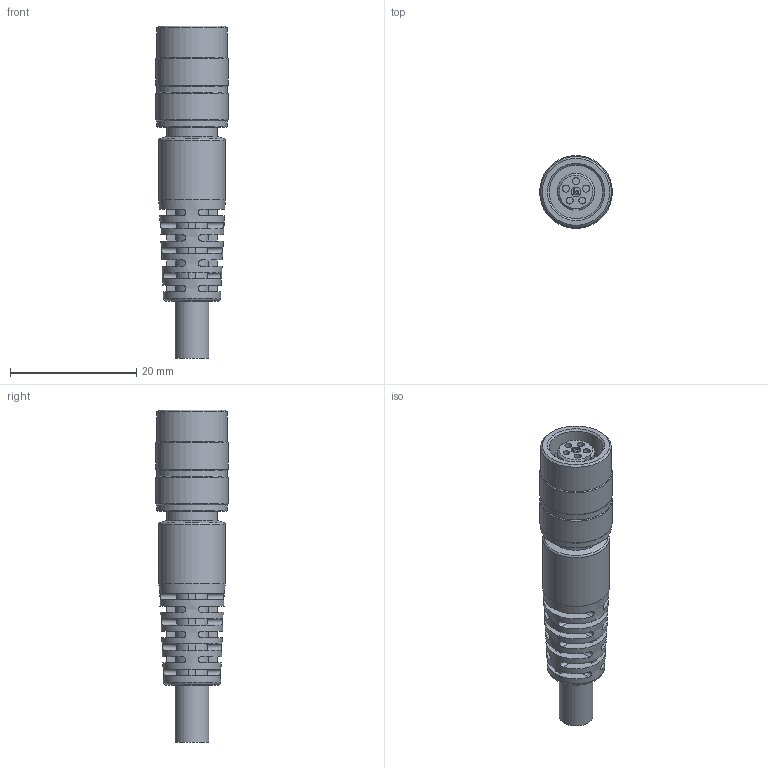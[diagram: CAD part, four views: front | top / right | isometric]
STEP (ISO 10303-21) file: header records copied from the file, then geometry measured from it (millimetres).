
FILE_DESCRIPTION(/* description */ (''),/* implementation_level */ '2;1');
FILE_NAME(/* name */ '00_7020_0081_001_02.stp',/* time_stamp */ '2015-03-04T15:27:57+01:00',/* author */ (''),/* organization */ (''),/* preprocessor_version */ 'ST-DEVELOPER v14',/* originating_system */ 'SIEMENS PLM Software NX 8.0',/* authorisation */ '');
FILE_SCHEMA (('AUTOMOTIVE_DESIGN { 1 0 10303 214 3 1 1 1 }'));
Length unit declared in the file: millimetre
Products named in the file (1): cerl0B20E61Fokgg
Bounding box: 11.5 x 11.5 x 52.5 mm (x, y, z)
Volume: 3335.4 mm3; surface area: 2861 mm2
Topology: 1 solids, 1 shells, 197 faces, 498 edges, 331 vertices
Faces by surface type: plane 107, cylinder 78, cone 10, torus 2
Full cylindrical faces by diameter (mm): 1.1 x5, 1.5 x1, 1.63 x5, 5.3 x1, 8 x1, 8.459 x1, 9.15 x1, 10.5 x1, 11.2 x3, 11.5 x2
Entity records: 7156 total; most frequent: CARTESIAN_POINT 2635, DIRECTION 914, ORIENTED_EDGE 882, EDGE_CURVE 441, AXIS2_PLACEMENT_3D 333, VERTEX_POINT 310, EDGE_LOOP 261, LINE 248
